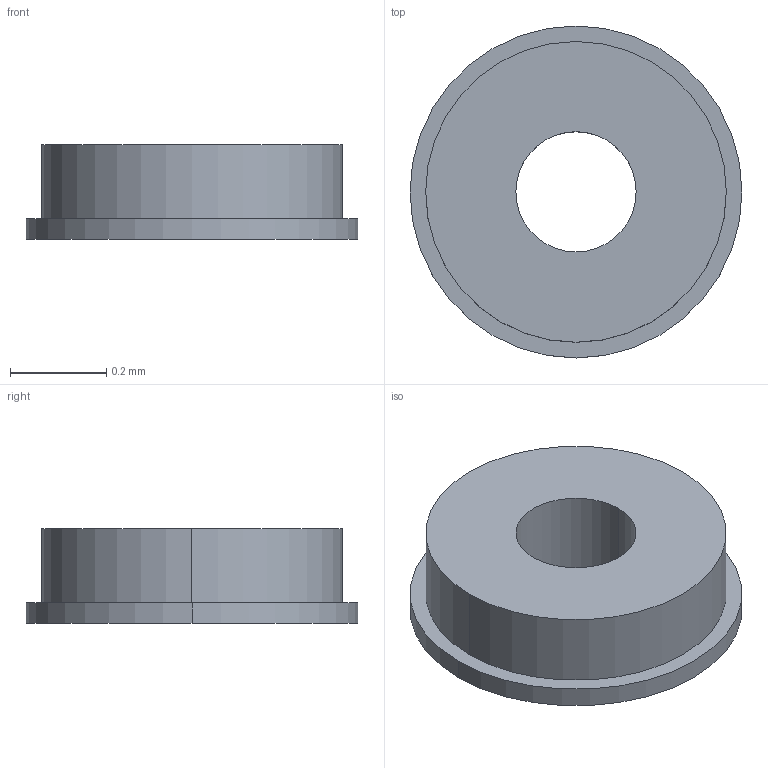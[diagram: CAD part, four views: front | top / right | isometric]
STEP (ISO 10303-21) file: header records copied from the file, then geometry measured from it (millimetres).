
FILE_DESCRIPTION(('produced by SPATIAL CORP'),'2;1');
FILE_NAME( 'bearing_209.hh.sat.stp','2002-04-19T11:22:47+00:00',('SPATIAL CORP'),( 'SPATIAL CORP'),'ACIS STEP Husk','http://www.spatial.com', 'SPATIAL CORP');
FILE_SCHEMA(('CONFIG_CONTROL_DESIGN'));
Length unit declared in the file: millimetre
Products named in the file (1): PRODUCT_ID_1
Bounding box: 0.69 x 0.69 x 0.2 mm (x, y, z)
Volume: 0.1 mm3; surface area: 1.2 mm2
Topology: 1 solids, 1 shells, 9 faces, 18 edges, 12 vertices
Faces by surface type: cylinder 6, plane 3
Entity records: 288 total; most frequent: ORIENTED_EDGE 36, CARTESIAN_POINT 30, DIRECTION 30, EDGE_CURVE 18, VERTEX_POINT 12, AXIS2_PLACEMENT_3D 12, EDGE_LOOP 12, FACE_BOUND 12
